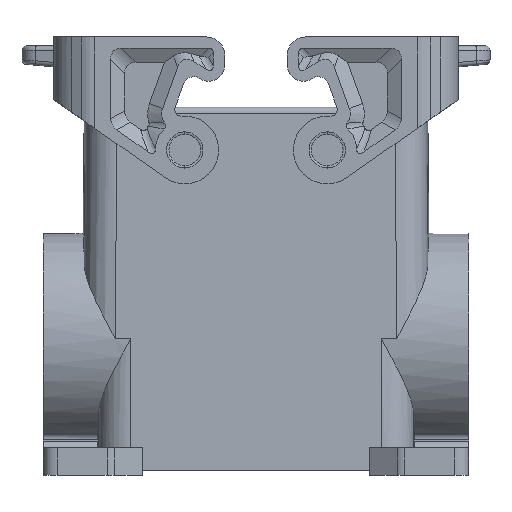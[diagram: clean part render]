
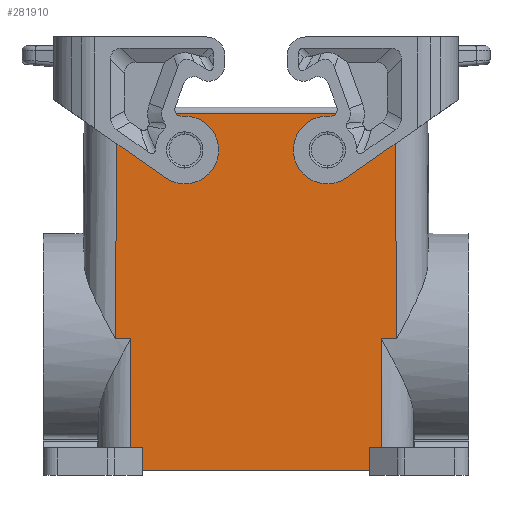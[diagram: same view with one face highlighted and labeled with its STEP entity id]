
A CAD part, front view. The second image highlights one B-rep face of the part: STEP entity #281910.
In plain terms, the highlighted face is planar.
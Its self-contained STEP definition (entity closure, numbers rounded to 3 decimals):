
#6610=CARTESIAN_POINT('',(-57.393,-26.195,
23.435));
#6620=VERTEX_POINT('',#6610);
#6650=CARTESIAN_POINT('',(-67.054,-26.195,
23.435));
#6660=DIRECTION('',(-1.,0.,0.));
#6670=VECTOR('',#6660,1.);
#6680=LINE('',#6650,#6670);
#6690=CARTESIAN_POINT('',(-53.903,-26.195,
23.435));
#6700=VERTEX_POINT('',#6690);
#6710=EDGE_CURVE('',#6700,#6620,#6680,.T.);
#9860=CARTESIAN_POINT('',(1.41,-26.195,
23.435));
#9870=VERTEX_POINT('',#9860);
#9920=CARTESIAN_POINT('',(1.321,-26.195,
23.435));
#9930=DIRECTION('',(1.,0.,0.));
#9940=VECTOR('',#9930,1.);
#9950=LINE('',#9920,#9940);
#9960=CARTESIAN_POINT('',(4.9,-26.195,
23.435));
#9970=VERTEX_POINT('',#9960);
#9980=EDGE_CURVE('',#9870,#9970,#9950,.T.);
#19520=CARTESIAN_POINT('',(1.615,-50.4,23.646))
;
#19530=VERTEX_POINT('',#19520);
#19560=CARTESIAN_POINT('',(1.615,-50.4,
23.646));
#19570=CARTESIAN_POINT('',(1.547,-42.331,
23.575));
#19580=CARTESIAN_POINT('',(1.479,-34.263,
23.505));
#19590=CARTESIAN_POINT('',(1.41,-26.195,
23.435));
#19600=B_SPLINE_CURVE_WITH_KNOTS('',3,(#19560,#19570,#19580,#19590),
.UNSPECIFIED.,.F.,.F.,(4,4),(0.,24.206),.UNSPECIFIED.);
#19610=EDGE_CURVE('',#19530,#9870,#19600,.T.);
#27720=CARTESIAN_POINT('',(-56.966,23.6,23.)
);
#27730=VERTEX_POINT('',#27720);
#28390=CARTESIAN_POINT('',(4.473,23.6,23.))
;
#28400=VERTEX_POINT('',#28390);
#28430=CARTESIAN_POINT('',(0.,23.6,23.));
#28440=DIRECTION('',(1.,0.,0.));
#28450=VECTOR('',#28440,1.);
#28460=LINE('',#28430,#28450);
#28470=EDGE_CURVE('',#27730,#28400,#28460,.T.);
#28980=CARTESIAN_POINT('',(0.,-50.4,23.646));
#28990=DIRECTION('',(1.,0.,0.));
#29000=VECTOR('',#28990,1.);
#29010=LINE('',#28980,#29000);
#29020=CARTESIAN_POINT('',(-1.097,-50.4,23.646)
);
#29030=VERTEX_POINT('',#29020);
#29040=EDGE_CURVE('',#29030,#19530,#29010,.T.);
#30000=CARTESIAN_POINT('',(-1.097,-55.4,23.689
));
#30010=VERTEX_POINT('',#30000);
#30040=CARTESIAN_POINT('',(-1.097,0.,23.206));
#30050=DIRECTION('',(0.,1.,
-0.009));
#30060=VECTOR('',#30050,1.);
#30070=LINE('',#30040,#30060);
#30080=EDGE_CURVE('',#30010,#29030,#30070,.T.);
#31340=CARTESIAN_POINT('',(-45.497,15.5,
23.071));
#31350=VERTEX_POINT('',#31340);
#31530=CARTESIAN_POINT('',(-38.497,15.5,
23.071));
#31540=VERTEX_POINT('',#31530);
#31570=CARTESIAN_POINT('',(-41.997,15.5,
23.071));
#31580=DIRECTION('',(0.,0.009,
1.));
#31590=DIRECTION('',(0.,1.,
-0.009));
#31600=AXIS2_PLACEMENT_3D('',#31570,#31580,#31590);
#31610=ELLIPSE('',#31600,3.5,3.5);
#31620=EDGE_CURVE('',#31350,#31540,#31610,.T.);
#88910=EDGE_CURVE('',#31540,#31350,#31610,.T.);
#93520=CARTESIAN_POINT('',(-51.397,-55.4,23.689)
);
#93530=VERTEX_POINT('',#93520);
#93560=CARTESIAN_POINT('',(0.,-55.4,23.689));
#93570=DIRECTION('',(-1.,0.,0.));
#93580=VECTOR('',#93570,1.);
#93590=LINE('',#93560,#93580);
#93600=EDGE_CURVE('',#30010,#93530,#93590,.T.);
#94060=CARTESIAN_POINT('',(4.675,0.061,
23.205));
#94070=DIRECTION('',(0.009,-1.,
0.009));
#94080=VECTOR('',#94070,1.);
#94090=LINE('',#94060,#94080);
#94100=EDGE_CURVE('',#28400,#9970,#94090,.T.);
#235670=CARTESIAN_POINT('',(-6.997,15.5,
23.071));
#235680=VERTEX_POINT('',#235670);
#235860=CARTESIAN_POINT('',(-13.997,15.5,
23.071));
#235870=VERTEX_POINT('',#235860);
#235900=CARTESIAN_POINT('',(-10.497,15.5,
23.071));
#235910=DIRECTION('',(0.,0.009,
1.));
#235920=DIRECTION('',(0.,1.,
-0.009));
#235930=AXIS2_PLACEMENT_3D('',#235900,#235910,#235920);
#235940=ELLIPSE('',#235930,3.5,3.5);
#235950=EDGE_CURVE('',#235680,#235870,#235940,.T.);
#236080=CARTESIAN_POINT('',(-57.168,0.061,
23.205));
#236090=DIRECTION('',(-0.009,-1.,
0.009));
#236100=VECTOR('',#236090,1.);
#236110=LINE('',#236080,#236100);
#236120=EDGE_CURVE('',#27730,#6620,#236110,.T.);
#255110=EDGE_CURVE('',#235870,#235680,#235940,.T.);
#255820=CARTESIAN_POINT('',(-54.108,-50.339,
23.645));
#255830=DIRECTION('',(-0.009,-1.,
0.009));
#255840=VECTOR('',#255830,1.);
#255850=LINE('',#255820,#255840);
#255860=CARTESIAN_POINT('',(-54.109,-50.4,
23.646));
#255870=VERTEX_POINT('',#255860);
#255880=EDGE_CURVE('',#6700,#255870,#255850,.T.);
#281080=CARTESIAN_POINT('',(-51.397,-50.4,23.646
));
#281090=VERTEX_POINT('',#281080);
#281200=CARTESIAN_POINT('',(0.,-50.4,23.646));
#281210=DIRECTION('',(1.,0.,0.));
#281220=VECTOR('',#281210,1.);
#281230=LINE('',#281200,#281220);
#281240=EDGE_CURVE('',#255870,#281090,#281230,.T.);
#281460=CARTESIAN_POINT('',(-51.397,0.,23.206));
#281470=DIRECTION('',(0.,1.,
-0.009));
#281480=VECTOR('',#281470,1.);
#281490=LINE('',#281460,#281480);
#281500=EDGE_CURVE('',#93530,#281090,#281490,.T.);
#281640=CARTESIAN_POINT('',(-74.247,1.601,
23.192));
#281650=DIRECTION('',(0.,0.009,
1.));
#281660=DIRECTION('',(1.,0.,0.));
#281670=AXIS2_PLACEMENT_3D('',#281640,#281650,#281660);
#281680=PLANE('',#281670);
#281690=ORIENTED_EDGE('',*,*,#255110,.F.);
#281700=ORIENTED_EDGE('',*,*,#235950,.F.);
#281710=EDGE_LOOP('',(#281700,#281690));
#281720=FACE_BOUND('',#281710,.T.);
#281730=ORIENTED_EDGE('',*,*,#88910,.F.);
#281740=ORIENTED_EDGE('',*,*,#31620,.F.);
#281750=EDGE_LOOP('',(#281740,#281730));
#281760=FACE_BOUND('',#281750,.T.);
#281770=ORIENTED_EDGE('',*,*,#281240,.T.);
#281780=ORIENTED_EDGE('',*,*,#255880,.T.);
#281790=ORIENTED_EDGE('',*,*,#6710,.F.);
#281800=ORIENTED_EDGE('',*,*,#236120,.T.);
#281810=ORIENTED_EDGE('',*,*,#28470,.F.);
#281820=ORIENTED_EDGE('',*,*,#94100,.F.);
#281830=ORIENTED_EDGE('',*,*,#9980,.T.);
#281840=ORIENTED_EDGE('',*,*,#19610,.T.);
#281850=ORIENTED_EDGE('',*,*,#29040,.T.);
#281860=ORIENTED_EDGE('',*,*,#30080,.T.);
#281870=ORIENTED_EDGE('',*,*,#93600,.F.);
#281880=ORIENTED_EDGE('',*,*,#281500,.F.);
#281890=EDGE_LOOP('',(#281880,#281870,#281860,#281850,#281840,#281830,
#281820,#281810,#281800,#281790,#281780,#281770));
#281900=FACE_OUTER_BOUND('',#281890,.T.);
#281910=ADVANCED_FACE('',(#281720,#281760,#281900),#281680,.T.);
